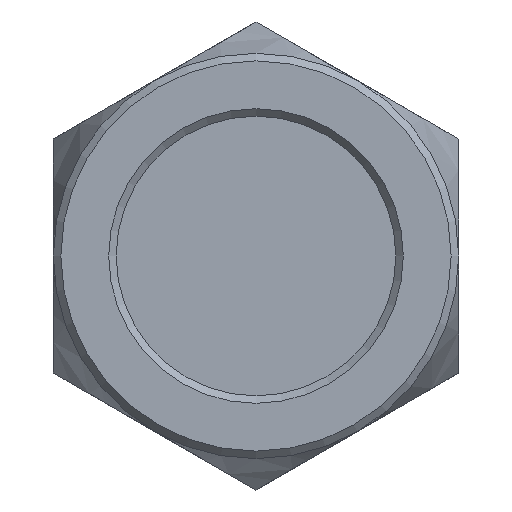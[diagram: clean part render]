
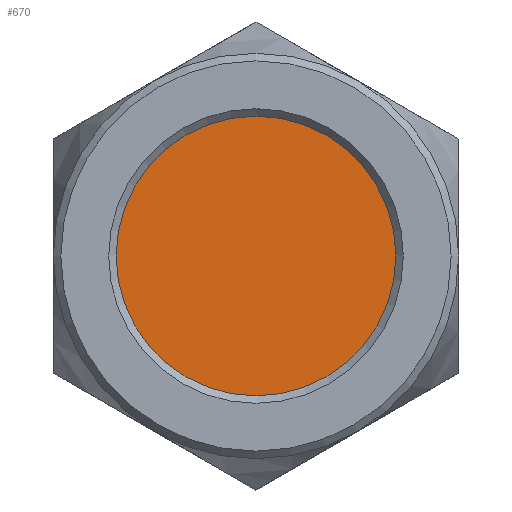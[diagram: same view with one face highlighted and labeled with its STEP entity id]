
A CAD part, left-side view. The second image highlights one B-rep face of the part: STEP entity #670.
In plain terms, the highlighted planar face has unit normal (-1, 0, 0).
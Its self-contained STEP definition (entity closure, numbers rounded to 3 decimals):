
#12 = CIRCLE ( 'NONE', #73, 9.316 ) ;
#69 = CARTESIAN_POINT ( 'NONE',  ( -9.734, 9.316, 0. ) ) ;
#73 = AXIS2_PLACEMENT_3D ( 'NONE', #922, #155, #249 ) ;
#155 = DIRECTION ( 'NONE',  ( -1., 0., 0. ) ) ;
#159 = EDGE_CURVE ( 'NONE', #571, #571, #12, .T. ) ;
#249 = DIRECTION ( 'NONE',  ( 0., 0., 1. ) ) ;
#351 = DIRECTION ( 'NONE',  ( 0., 0., -1. ) ) ;
#435 = EDGE_LOOP ( 'NONE', ( #440 ) ) ;
#440 = ORIENTED_EDGE ( 'NONE', *, *, #159, .T. ) ;
#450 = AXIS2_PLACEMENT_3D ( 'NONE', #69, #849, #351 ) ;
#481 = PLANE ( 'NONE',  #450 ) ;
#571 = VERTEX_POINT ( 'NONE', #741 ) ;
#670 = ADVANCED_FACE ( 'NONE', ( #1038 ), #481, .F. ) ;
#741 = CARTESIAN_POINT ( 'NONE',  ( -9.734, 0., 9.316 ) ) ;
#849 = DIRECTION ( 'NONE',  ( 1., 0., 0. ) ) ;
#922 = CARTESIAN_POINT ( 'NONE',  ( -9.734, 0., 0. ) ) ;
#1038 = FACE_OUTER_BOUND ( 'NONE', #435, .T. ) ;
